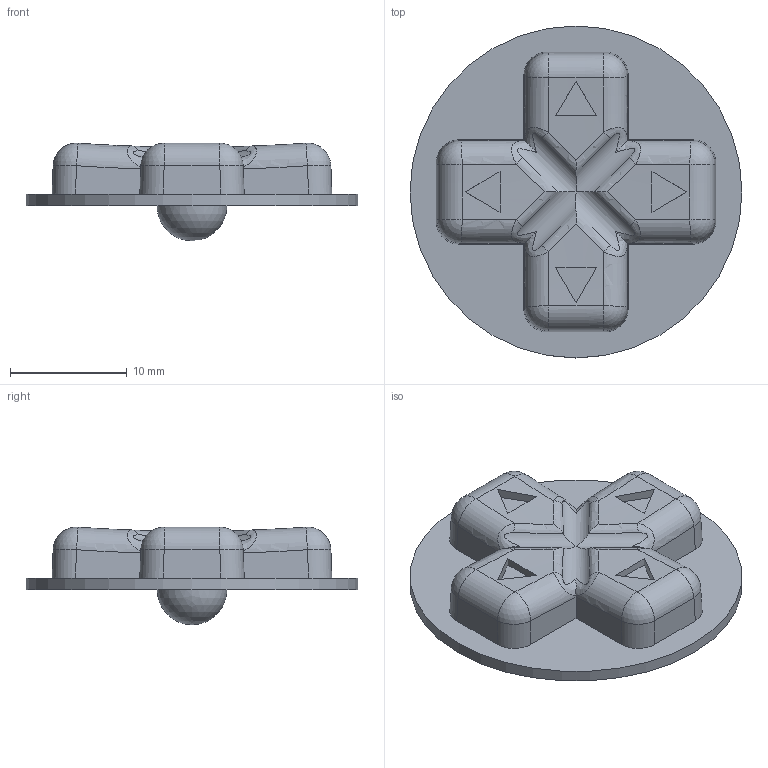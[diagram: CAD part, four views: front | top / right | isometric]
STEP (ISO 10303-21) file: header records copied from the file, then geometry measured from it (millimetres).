
FILE_DESCRIPTION(/* description */ (''),/* implementation_level */ '2;1');
FILE_NAME(/* name */ 'D-Pad v12.step',/* time_stamp */ '2023-06-25T16:06:16-07:00',/* author */ (''),/* organization */ (''),/* preprocessor_version */ 'ST-DEVELOPER v19.2',/* originating_system */ 'Autodesk Translation Framework v12.6.0.85',/* authorisation */ '');
FILE_SCHEMA (('AUTOMOTIVE_DESIGN { 1 0 10303 214 3 1 1 }'));
Length unit declared in the file: millimetre
Products named in the file (1): D-Pad
Bounding box: 28.4 x 28.4 x 8.35 mm (x, y, z)
Volume: 1967.6 mm3; surface area: 1715.6 mm2
Topology: 1 solids, 1 shells, 84 faces, 206 edges, 121 vertices
Faces by surface type: plane 30, bspline 16, cylinder 13, sphere 13, torus 12
Full cylindrical faces by diameter (mm): 28.4 x1
Entity records: 3305 total; most frequent: CARTESIAN_POINT 1384, ORIENTED_EDGE 394, DIRECTION 387, EDGE_CURVE 197, AXIS2_PLACEMENT_3D 165, VERTEX_POINT 121, EDGE_LOOP 90, FACE_OUTER_BOUND 84
